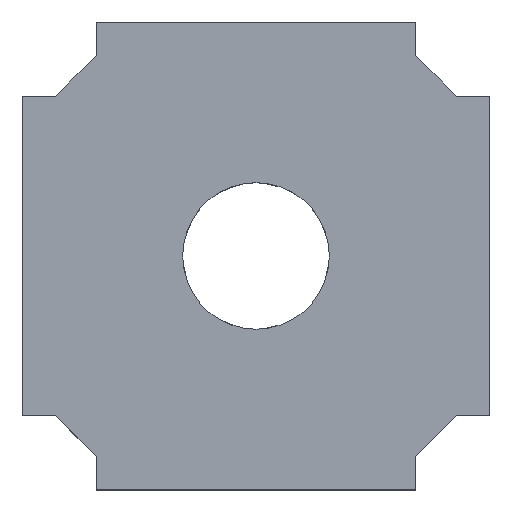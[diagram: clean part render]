
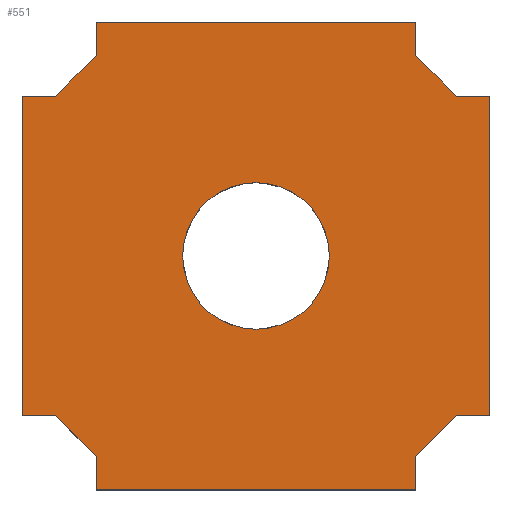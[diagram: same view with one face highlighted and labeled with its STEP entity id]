
A CAD part, top view. The second image highlights one B-rep face of the part: STEP entity #551.
In plain terms, the highlighted planar face has unit normal (0, 0, 1).
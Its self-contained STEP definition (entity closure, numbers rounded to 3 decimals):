
#20=FACE_BOUND('',#100,.T.);
#40=PLANE('',#608);
#67=FACE_OUTER_BOUND('',#99,.T.);
#99=EDGE_LOOP('',(#469,#470,#471,#472,#473,#474,#475,#476,#477,#478,#479,
#480,#481,#482,#483,#484));
#100=EDGE_LOOP('',(#485));
#120=CIRCLE('',#595,7.8);
#131=LINE('',#953,#187);
#135=LINE('',#960,#191);
#138=LINE('',#966,#194);
#141=LINE('',#974,#197);
#144=LINE('',#980,#200);
#148=LINE('',#987,#204);
#151=LINE('',#995,#207);
#155=LINE('',#1002,#211);
#158=LINE('',#1008,#214);
#161=LINE('',#1016,#217);
#164=LINE('',#1022,#220);
#168=LINE('',#1029,#224);
#169=LINE('',#1031,#225);
#170=LINE('',#1032,#226);
#171=LINE('',#1033,#227);
#172=LINE('',#1034,#228);
#187=VECTOR('',#666,10.);
#191=VECTOR('',#672,10.);
#194=VECTOR('',#677,10.);
#197=VECTOR('',#682,10.);
#200=VECTOR('',#687,10.);
#204=VECTOR('',#693,10.);
#207=VECTOR('',#698,10.);
#211=VECTOR('',#704,10.);
#214=VECTOR('',#709,10.);
#217=VECTOR('',#714,10.);
#220=VECTOR('',#719,10.);
#224=VECTOR('',#725,10.);
#225=VECTOR('',#728,10.);
#226=VECTOR('',#729,10.);
#227=VECTOR('',#730,10.);
#228=VECTOR('',#731,10.);
#262=VERTEX_POINT('',#943);
#265=VERTEX_POINT('',#950);
#266=VERTEX_POINT('',#952);
#268=VERTEX_POINT('',#958);
#270=VERTEX_POINT('',#964);
#273=VERTEX_POINT('',#971);
#274=VERTEX_POINT('',#973);
#276=VERTEX_POINT('',#979);
#278=VERTEX_POINT('',#985);
#281=VERTEX_POINT('',#992);
#282=VERTEX_POINT('',#994);
#284=VERTEX_POINT('',#1000);
#286=VERTEX_POINT('',#1006);
#289=VERTEX_POINT('',#1013);
#290=VERTEX_POINT('',#1015);
#292=VERTEX_POINT('',#1021);
#294=VERTEX_POINT('',#1027);
#322=EDGE_CURVE('',#262,#262,#120,.T.);
#325=EDGE_CURVE('',#265,#266,#131,.T.);
#329=EDGE_CURVE('',#268,#265,#135,.T.);
#332=EDGE_CURVE('',#270,#268,#138,.T.);
#335=EDGE_CURVE('',#274,#273,#141,.T.);
#338=EDGE_CURVE('',#276,#274,#144,.T.);
#342=EDGE_CURVE('',#273,#278,#148,.T.);
#345=EDGE_CURVE('',#282,#281,#151,.T.);
#349=EDGE_CURVE('',#281,#284,#155,.T.);
#352=EDGE_CURVE('',#284,#286,#158,.T.);
#355=EDGE_CURVE('',#290,#289,#161,.T.);
#358=EDGE_CURVE('',#292,#290,#164,.T.);
#362=EDGE_CURVE('',#289,#294,#168,.T.);
#363=EDGE_CURVE('',#294,#282,#169,.T.);
#364=EDGE_CURVE('',#286,#266,#170,.T.);
#365=EDGE_CURVE('',#276,#270,#171,.T.);
#366=EDGE_CURVE('',#278,#292,#172,.T.);
#469=ORIENTED_EDGE('',*,*,#363,.T.);
#470=ORIENTED_EDGE('',*,*,#345,.T.);
#471=ORIENTED_EDGE('',*,*,#349,.T.);
#472=ORIENTED_EDGE('',*,*,#352,.T.);
#473=ORIENTED_EDGE('',*,*,#364,.T.);
#474=ORIENTED_EDGE('',*,*,#325,.F.);
#475=ORIENTED_EDGE('',*,*,#329,.F.);
#476=ORIENTED_EDGE('',*,*,#332,.F.);
#477=ORIENTED_EDGE('',*,*,#365,.F.);
#478=ORIENTED_EDGE('',*,*,#338,.T.);
#479=ORIENTED_EDGE('',*,*,#335,.T.);
#480=ORIENTED_EDGE('',*,*,#342,.T.);
#481=ORIENTED_EDGE('',*,*,#366,.T.);
#482=ORIENTED_EDGE('',*,*,#358,.T.);
#483=ORIENTED_EDGE('',*,*,#355,.T.);
#484=ORIENTED_EDGE('',*,*,#362,.T.);
#485=ORIENTED_EDGE('',*,*,#322,.T.);
#551=ADVANCED_FACE('',(#67,#20),#40,.T.);
#595=AXIS2_PLACEMENT_3D('',#945,#660,#661);
#608=AXIS2_PLACEMENT_3D('',#1030,#726,#727);
#660=DIRECTION('center_axis',(0.,0.,-1.));
#661=DIRECTION('ref_axis',(-1.,0.,0.));
#666=DIRECTION('',(-1.,0.,0.));
#672=DIRECTION('',(-0.707,0.707,0.));
#677=DIRECTION('',(0.,1.,0.));
#682=DIRECTION('',(0.707,0.707,0.));
#687=DIRECTION('',(0.,1.,0.));
#693=DIRECTION('',(1.,0.,0.));
#698=DIRECTION('',(0.,-1.,0.));
#704=DIRECTION('',(-0.707,-0.707,0.));
#709=DIRECTION('',(-1.,0.,0.));
#714=DIRECTION('',(-0.707,0.707,0.));
#719=DIRECTION('',(-1.,0.,0.));
#725=DIRECTION('',(0.,1.,0.));
#726=DIRECTION('center_axis',(0.,0.,1.));
#727=DIRECTION('ref_axis',(1.,0.,0.));
#728=DIRECTION('',(-1.,0.,0.));
#729=DIRECTION('',(0.,-1.,0.));
#730=DIRECTION('',(-1.,0.,0.));
#731=DIRECTION('',(0.,1.,0.));
#943=CARTESIAN_POINT('',(-13.13,20.93,18.));
#945=CARTESIAN_POINT('Origin',(-20.93,20.93,18.));
#950=CARTESIAN_POINT('',(-42.255,3.93,18.));
#952=CARTESIAN_POINT('',(-45.83,3.93,18.));
#953=CARTESIAN_POINT('',(-42.255,3.93,18.));
#958=CARTESIAN_POINT('',(-37.93,-0.395,18.));
#960=CARTESIAN_POINT('',(-37.93,-0.395,18.));
#964=CARTESIAN_POINT('',(-37.93,-3.97,18.));
#966=CARTESIAN_POINT('',(-37.93,-4.17,18.));
#971=CARTESIAN_POINT('',(0.395,3.93,18.));
#973=CARTESIAN_POINT('',(-3.971,-0.437,18.));
#974=CARTESIAN_POINT('',(-3.971,-0.437,18.));
#979=CARTESIAN_POINT('',(-3.971,-3.97,18.));
#980=CARTESIAN_POINT('',(-3.971,-4.17,18.));
#985=CARTESIAN_POINT('',(3.97,3.93,18.));
#987=CARTESIAN_POINT('',(0.395,3.93,18.));
#992=CARTESIAN_POINT('',(-37.93,42.255,18.));
#994=CARTESIAN_POINT('',(-37.93,45.83,18.));
#995=CARTESIAN_POINT('',(-37.93,46.03,18.));
#1000=CARTESIAN_POINT('',(-42.255,37.93,18.));
#1002=CARTESIAN_POINT('',(-37.93,42.255,18.));
#1006=CARTESIAN_POINT('',(-45.83,37.93,18.));
#1008=CARTESIAN_POINT('',(-42.255,37.93,18.));
#1013=CARTESIAN_POINT('',(-3.93,42.255,18.));
#1015=CARTESIAN_POINT('',(0.395,37.93,18.));
#1016=CARTESIAN_POINT('',(0.395,37.93,18.));
#1021=CARTESIAN_POINT('',(3.97,37.93,18.));
#1022=CARTESIAN_POINT('',(4.17,37.93,18.));
#1027=CARTESIAN_POINT('',(-3.93,45.83,18.));
#1029=CARTESIAN_POINT('',(-3.93,42.255,18.));
#1030=CARTESIAN_POINT('Origin',(-20.93,20.93,18.));
#1031=CARTESIAN_POINT('',(-3.93,45.83,18.));
#1032=CARTESIAN_POINT('',(-45.83,37.93,18.));
#1033=CARTESIAN_POINT('',(-37.73,-3.97,18.));
#1034=CARTESIAN_POINT('',(3.97,3.93,18.));
